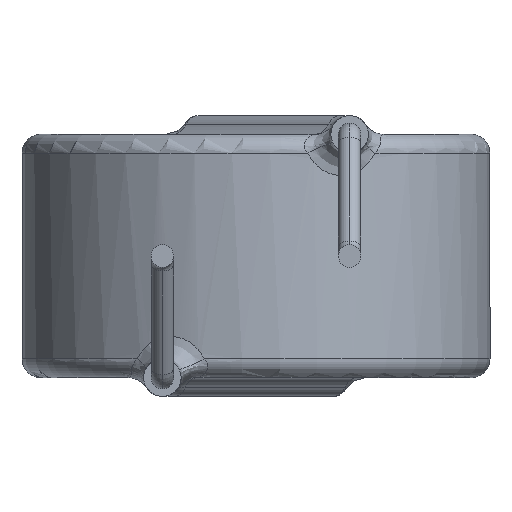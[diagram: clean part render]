
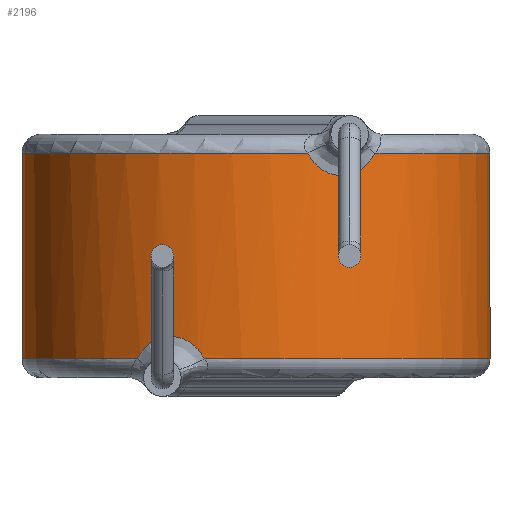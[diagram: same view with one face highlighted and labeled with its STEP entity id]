
A CAD part, front view. The second image highlights one B-rep face of the part: STEP entity #2196.
In plain terms, the highlighted cylindrical face has radius 6.25 mm (diameter 12.5 mm), a partial arc.
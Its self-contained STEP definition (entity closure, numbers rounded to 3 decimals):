
#83 = ORIENTED_EDGE ( 'NONE', *, *, #7356, .F. ) ;
#141 = VERTEX_POINT ( 'NONE', #2504 ) ;
#246 = DIRECTION ( 'NONE',  ( -1., 0., 0. ) ) ;
#414 = ORIENTED_EDGE ( 'NONE', *, *, #4863, .T. ) ;
#422 = DIRECTION ( 'NONE',  ( 0., 0., -1. ) ) ;
#467 = ORIENTED_EDGE ( 'NONE', *, *, #1443, .T. ) ;
#485 = VERTEX_POINT ( 'NONE', #4484 ) ;
#533 = CARTESIAN_POINT ( 'NONE',  ( -2.963, -5.504, -2.437 ) ) ;
#573 = CARTESIAN_POINT ( 'NONE',  ( -2.116, -5.882, -2.16 ) ) ;
#583 = AXIS2_PLACEMENT_3D ( 'NONE', #1847, #422, #5442 ) ;
#609 = CARTESIAN_POINT ( 'NONE',  ( -3.083, -5.437, -2.581 ) ) ;
#731 = CARTESIAN_POINT ( 'NONE',  ( 1.483, -6.072, 2.575 ) ) ;
#887 = ORIENTED_EDGE ( 'NONE', *, *, #4220, .F. ) ;
#1055 = EDGE_CURVE ( 'NONE', #4335, #5458, #5995, .T. ) ;
#1128 = CARTESIAN_POINT ( 'NONE',  ( -3.134, -5.408, -2.661 ) ) ;
#1141 = CARTESIAN_POINT ( 'NONE',  ( 1.429, -6.085, 2.659 ) ) ;
#1160 = CARTESIAN_POINT ( 'NONE',  ( -2.893, -5.541, -2.373 ) ) ;
#1174 = CARTESIAN_POINT ( 'NONE',  ( 1.934, -5.944, 2.213 ) ) ;
#1377 = AXIS2_PLACEMENT_3D ( 'NONE', #2002, #1460, #5635 ) ;
#1443 = EDGE_CURVE ( 'NONE', #1811, #4179, #7554, .T. ) ;
#1460 = DIRECTION ( 'NONE',  ( 0., 0., -1. ) ) ;
#1639 = VECTOR ( 'NONE', #5500, 1000. ) ;
#1728 = CARTESIAN_POINT ( 'NONE',  ( 2.893, -5.541, 2.373 ) ) ;
#1754 = EDGE_CURVE ( 'NONE', #4335, #141, #7073, .T. ) ;
#1756 = CARTESIAN_POINT ( 'NONE',  ( 2.488, -5.737, 2.154 ) ) ;
#1811 = VERTEX_POINT ( 'NONE', #2309 ) ;
#1847 = CARTESIAN_POINT ( 'NONE',  ( 0., 0., -2.75 ) ) ;
#1848 = EDGE_CURVE ( 'NONE', #141, #1811, #6854, .T. ) ;
#1929 = ORIENTED_EDGE ( 'NONE', *, *, #1754, .T. ) ;
#2002 = CARTESIAN_POINT ( 'NONE',  ( 0., 0., -2.75 ) ) ;
#2052 = VERTEX_POINT ( 'NONE', #6389 ) ;
#2196 = ADVANCED_FACE ( 'NONE', ( #4160 ), #3674, .T. ) ;
#2232 = ORIENTED_EDGE ( 'NONE', *, *, #1055, .F. ) ;
#2309 = CARTESIAN_POINT ( 'NONE',  ( 1.387, -6.094, 2.75 ) ) ;
#2365 = CARTESIAN_POINT ( 'NONE',  ( -1.61, -6.039, -2.426 ) ) ;
#2392 = VERTEX_POINT ( 'NONE', #6594 ) ;
#2403 = CARTESIAN_POINT ( 'NONE',  ( -1.934, -5.944, -2.213 ) ) ;
#2504 = CARTESIAN_POINT ( 'NONE',  ( 3.175, -5.383, 2.75 ) ) ;
#2597 = ORIENTED_EDGE ( 'NONE', *, *, #1848, .T. ) ;
#2620 = CARTESIAN_POINT ( 'NONE',  ( -6.25, 0., -7.293 ) ) ;
#2747 = CARTESIAN_POINT ( 'NONE',  ( -6.25, 0., 2.75 ) ) ;
#2820 = DIRECTION ( 'NONE',  ( -1., 0., 0. ) ) ;
#2954 = CARTESIAN_POINT ( 'NONE',  ( -1.846, -5.972, -2.253 ) ) ;
#2989 = CARTESIAN_POINT ( 'NONE',  ( -2.208, -5.848, -2.148 ) ) ;
#3442 = CARTESIAN_POINT ( 'NONE',  ( 6.25, 0., 2.75 ) ) ;
#3470 = CARTESIAN_POINT ( 'NONE',  ( 6.25, 0., -2.75 ) ) ;
#3474 = CARTESIAN_POINT ( 'NONE',  ( 2.963, -5.504, 2.437 ) ) ;
#3526 = CARTESIAN_POINT ( 'NONE',  ( -2.667, -5.655, -2.216 ) ) ;
#3536 = CARTESIAN_POINT ( 'NONE',  ( 1.846, -5.972, 2.253 ) ) ;
#3562 = CARTESIAN_POINT ( 'NONE',  ( -1.387, -6.094, -2.75 ) ) ;
#3633 = DIRECTION ( 'NONE',  ( 0., 0., -1. ) ) ;
#3674 = CYLINDRICAL_SURFACE ( 'NONE', #5559, 6.25 ) ;
#3954 = CIRCLE ( 'NONE', #583, 6.25 ) ;
#4070 = CARTESIAN_POINT ( 'NONE',  ( 3.175, -5.383, 2.75 ) ) ;
#4106 = CARTESIAN_POINT ( 'NONE',  ( 1.61, -6.039, 2.426 ) ) ;
#4139 = CARTESIAN_POINT ( 'NONE',  ( 2.208, -5.848, 2.148 ) ) ;
#4160 = FACE_OUTER_BOUND ( 'NONE', #7215, .T. ) ;
#4163 = CARTESIAN_POINT ( 'NONE',  ( -1.429, -6.085, -2.659 ) ) ;
#4179 = VERTEX_POINT ( 'NONE', #2747 ) ;
#4220 = EDGE_CURVE ( 'NONE', #2392, #2052, #6750, .T. ) ;
#4324 = CARTESIAN_POINT ( 'NONE',  ( 2.116, -5.882, 2.16 ) ) ;
#4335 = VERTEX_POINT ( 'NONE', #3442 ) ;
#4441 = EDGE_CURVE ( 'NONE', #4179, #2052, #4500, .T. ) ;
#4484 = CARTESIAN_POINT ( 'NONE',  ( -1.387, -6.094, -2.75 ) ) ;
#4500 = LINE ( 'NONE', #2620, #1639 ) ;
#4691 = CARTESIAN_POINT ( 'NONE',  ( 3.134, -5.408, 2.661 ) ) ;
#4749 = CARTESIAN_POINT ( 'NONE',  ( -1.483, -6.072, -2.575 ) ) ;
#4857 = DIRECTION ( 'NONE',  ( -1., 0., 0. ) ) ;
#4863 = EDGE_CURVE ( 'NONE', #2392, #485, #6082, .T. ) ;
#5080 = AXIS2_PLACEMENT_3D ( 'NONE', #6251, #5131, #2820 ) ;
#5131 = DIRECTION ( 'NONE',  ( 0., 0., -1. ) ) ;
#5181 = AXIS2_PLACEMENT_3D ( 'NONE', #6222, #5601, #246 ) ;
#5340 = CARTESIAN_POINT ( 'NONE',  ( -1.685, -6.019, -2.359 ) ) ;
#5442 = DIRECTION ( 'NONE',  ( -1., 0., 0. ) ) ;
#5458 = VERTEX_POINT ( 'NONE', #3470 ) ;
#5500 = DIRECTION ( 'NONE',  ( 0., 0., -1. ) ) ;
#5559 = AXIS2_PLACEMENT_3D ( 'NONE', #5987, #3633, #4857 ) ;
#5601 = DIRECTION ( 'NONE',  ( 0., 0., -1. ) ) ;
#5635 = DIRECTION ( 'NONE',  ( -1., 0., 0. ) ) ;
#5797 = VECTOR ( 'NONE', #6476, 1000. ) ;
#5866 = CARTESIAN_POINT ( 'NONE',  ( 2.667, -5.655, 2.216 ) ) ;
#5919 = CARTESIAN_POINT ( 'NONE',  ( -2.488, -5.737, -2.154 ) ) ;
#5987 = CARTESIAN_POINT ( 'NONE',  ( 0., 0., -7.293 ) ) ;
#5995 = LINE ( 'NONE', #7143, #5797 ) ;
#6082 = B_SPLINE_CURVE_WITH_KNOTS ( 'NONE', 3,
 ( #7730, #1128, #609, #533, #1160, #3526, #5919, #2989, #573, #2403, #2954, #5340, #2365, #4749, #4163, #3562 ),
 .UNSPECIFIED., .F., .F.,
 ( 4, 2, 2, 2, 2, 2, 2, 4 ),
 ( 0., 0., 0.001, 0.001, 0.001, 0.002, 0.002, 0.002 ),
 .UNSPECIFIED. ) ;
#6222 = CARTESIAN_POINT ( 'NONE',  ( 0., 0., 2.75 ) ) ;
#6251 = CARTESIAN_POINT ( 'NONE',  ( 0., 0., 2.75 ) ) ;
#6389 = CARTESIAN_POINT ( 'NONE',  ( -6.25, 0., -2.75 ) ) ;
#6451 = CARTESIAN_POINT ( 'NONE',  ( 1.387, -6.094, 2.75 ) ) ;
#6476 = DIRECTION ( 'NONE',  ( 0., 0., -1. ) ) ;
#6486 = CARTESIAN_POINT ( 'NONE',  ( 1.685, -6.019, 2.359 ) ) ;
#6594 = CARTESIAN_POINT ( 'NONE',  ( -3.175, -5.383, -2.75 ) ) ;
#6750 = CIRCLE ( 'NONE', #1377, 6.25 ) ;
#6854 = B_SPLINE_CURVE_WITH_KNOTS ( 'NONE', 3,
 ( #4070, #4691, #7084, #3474, #1728, #5866, #1756, #4139, #4324, #1174, #3536, #6486, #4106, #731, #1141, #6451 ),
 .UNSPECIFIED., .F., .F.,
 ( 4, 2, 2, 2, 2, 2, 2, 4 ),
 ( 0., 0., 0.001, 0.001, 0.001, 0.002, 0.002, 0.002 ),
 .UNSPECIFIED. ) ;
#7029 = ORIENTED_EDGE ( 'NONE', *, *, #4441, .T. ) ;
#7073 = CIRCLE ( 'NONE', #5080, 6.25 ) ;
#7084 = CARTESIAN_POINT ( 'NONE',  ( 3.083, -5.437, 2.581 ) ) ;
#7143 = CARTESIAN_POINT ( 'NONE',  ( 6.25, 0., -7.293 ) ) ;
#7215 = EDGE_LOOP ( 'NONE', ( #2232, #1929, #2597, #467, #7029, #887, #414, #83 ) ) ;
#7356 = EDGE_CURVE ( 'NONE', #5458, #485, #3954, .T. ) ;
#7554 = CIRCLE ( 'NONE', #5181, 6.25 ) ;
#7730 = CARTESIAN_POINT ( 'NONE',  ( -3.175, -5.383, -2.75 ) ) ;
